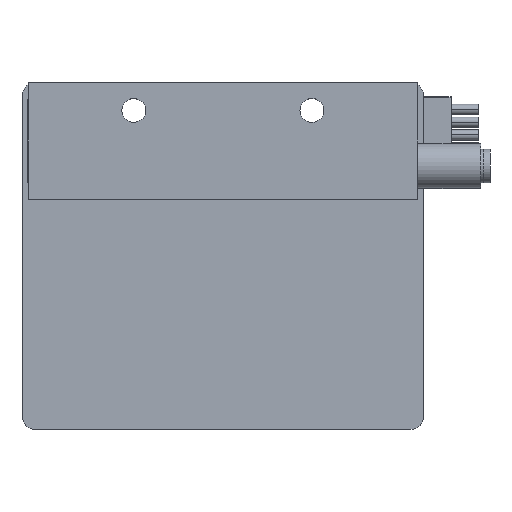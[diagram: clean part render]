
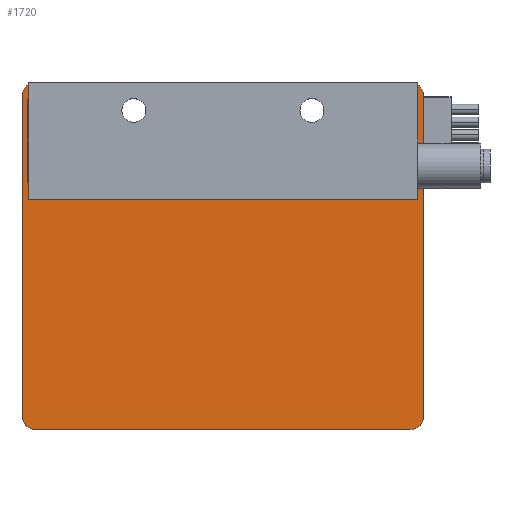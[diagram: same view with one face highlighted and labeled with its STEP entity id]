
A CAD part, top view. The second image highlights one B-rep face of the part: STEP entity #1720.
In plain terms, the highlighted planar face has unit normal (0, 0, 1).
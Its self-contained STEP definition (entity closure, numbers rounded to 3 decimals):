
#189=DIRECTION('',(0.,1.,0.));
#190=VECTOR('',#189,20.644);
#191=CARTESIAN_POINT('',(35.,10.1,3.25));
#192=LINE('',#191,#190);
#193=CARTESIAN_POINT('',(33.8,28.9,3.25));
#194=DIRECTION('',(0.,0.,-1.));
#195=DIRECTION('',(0.545,0.838,0.));
#196=AXIS2_PLACEMENT_3D('',#193,#194,#195);
#198=DIRECTION('',(0.,-1.,0.));
#199=VECTOR('',#198,57.9);
#200=CARTESIAN_POINT('',(36.,28.9,3.25));
#201=LINE('',#200,#199);
#202=CARTESIAN_POINT('',(33.8,-29.,3.25));
#203=DIRECTION('',(0.,0.,-1.));
#204=DIRECTION('',(1.,0.,0.));
#205=AXIS2_PLACEMENT_3D('',#202,#203,#204);
#207=DIRECTION('',(-1.,0.,0.));
#208=VECTOR('',#207,67.6);
#209=CARTESIAN_POINT('',(33.8,-31.2,3.25));
#210=LINE('',#209,#208);
#211=CARTESIAN_POINT('',(-33.8,-29.,3.25));
#212=DIRECTION('',(0.,0.,-1.));
#213=DIRECTION('',(0.,-1.,0.));
#214=AXIS2_PLACEMENT_3D('',#211,#212,#213);
#216=DIRECTION('',(0.,1.,0.));
#217=VECTOR('',#216,57.9);
#218=CARTESIAN_POINT('',(-36.,-29.,3.25));
#219=LINE('',#218,#217);
#220=CARTESIAN_POINT('',(-33.8,28.9,3.25));
#221=DIRECTION('',(0.,0.,-1.));
#222=DIRECTION('',(-1.,0.,0.));
#223=AXIS2_PLACEMENT_3D('',#220,#221,#222);
#225=DIRECTION('',(1.,0.,0.));
#226=VECTOR('',#225,70.);
#227=CARTESIAN_POINT('',(-35.,10.1,3.25));
#228=LINE('',#227,#226);
#358=DIRECTION('',(0.,1.,0.));
#359=VECTOR('',#358,20.644);
#360=CARTESIAN_POINT('',(-35.,10.1,3.25));
#361=LINE('',#360,#359);
#1236=CARTESIAN_POINT('',(35.,30.744,3.25));
#1238=VERTEX_POINT('',#1236);
#1239=CARTESIAN_POINT('',(36.,28.9,3.25));
#1240=VERTEX_POINT('',#1239);
#1247=CARTESIAN_POINT('',(-35.,30.744,3.25));
#1248=VERTEX_POINT('',#1247);
#1249=CARTESIAN_POINT('',(35.,10.1,3.25));
#1251=VERTEX_POINT('',#1249);
#1259=CARTESIAN_POINT('',(-35.,10.1,3.25));
#1260=VERTEX_POINT('',#1259);
#1263=CARTESIAN_POINT('',(36.,-29.,3.25));
#1264=VERTEX_POINT('',#1263);
#1265=CARTESIAN_POINT('',(33.8,-31.2,3.25));
#1266=VERTEX_POINT('',#1265);
#1267=CARTESIAN_POINT('',(-33.8,-31.2,3.25));
#1268=VERTEX_POINT('',#1267);
#1269=CARTESIAN_POINT('',(-36.,-29.,3.25));
#1270=VERTEX_POINT('',#1269);
#1271=CARTESIAN_POINT('',(-36.,28.9,3.25));
#1272=VERTEX_POINT('',#1271);
#1696=CARTESIAN_POINT('',(0.,-0.05,3.25));
#1697=DIRECTION('',(0.,0.,1.));
#1698=DIRECTION('',(1.,0.,0.));
#1699=AXIS2_PLACEMENT_3D('',#1696,#1697,#1698);
#1700=PLANE('',#1699);
#1701=ORIENTED_EDGE('',*,*,#1670,.T.);
#1702=ORIENTED_EDGE('',*,*,#1640,.T.);
#1704=ORIENTED_EDGE('',*,*,#1703,.T.);
#1706=ORIENTED_EDGE('',*,*,#1705,.T.);
#1708=ORIENTED_EDGE('',*,*,#1707,.T.);
#1710=ORIENTED_EDGE('',*,*,#1709,.T.);
#1712=ORIENTED_EDGE('',*,*,#1711,.T.);
#1714=ORIENTED_EDGE('',*,*,#1713,.T.);
#1716=ORIENTED_EDGE('',*,*,#1715,.F.);
#1717=ORIENTED_EDGE('',*,*,#1686,.T.);
#1718=EDGE_LOOP('',(#1701,#1702,#1704,#1706,#1708,#1710,#1712,#1714,#1716,
#1717));
#1719=FACE_OUTER_BOUND('',#1718,.F.);
#197=CIRCLE('',#196,2.2);
#206=CIRCLE('',#205,2.2);
#215=CIRCLE('',#214,2.2);
#224=CIRCLE('',#223,2.2);
#1640=EDGE_CURVE('',#1238,#1240,#197,.T.);
#1670=EDGE_CURVE('',#1251,#1238,#192,.T.);
#1686=EDGE_CURVE('',#1260,#1251,#228,.T.);
#1703=EDGE_CURVE('',#1240,#1264,#201,.T.);
#1705=EDGE_CURVE('',#1264,#1266,#206,.T.);
#1707=EDGE_CURVE('',#1266,#1268,#210,.T.);
#1709=EDGE_CURVE('',#1268,#1270,#215,.T.);
#1711=EDGE_CURVE('',#1270,#1272,#219,.T.);
#1713=EDGE_CURVE('',#1272,#1248,#224,.T.);
#1715=EDGE_CURVE('',#1260,#1248,#361,.T.);
#1720=ADVANCED_FACE('',(#1719),#1700,.T.);
